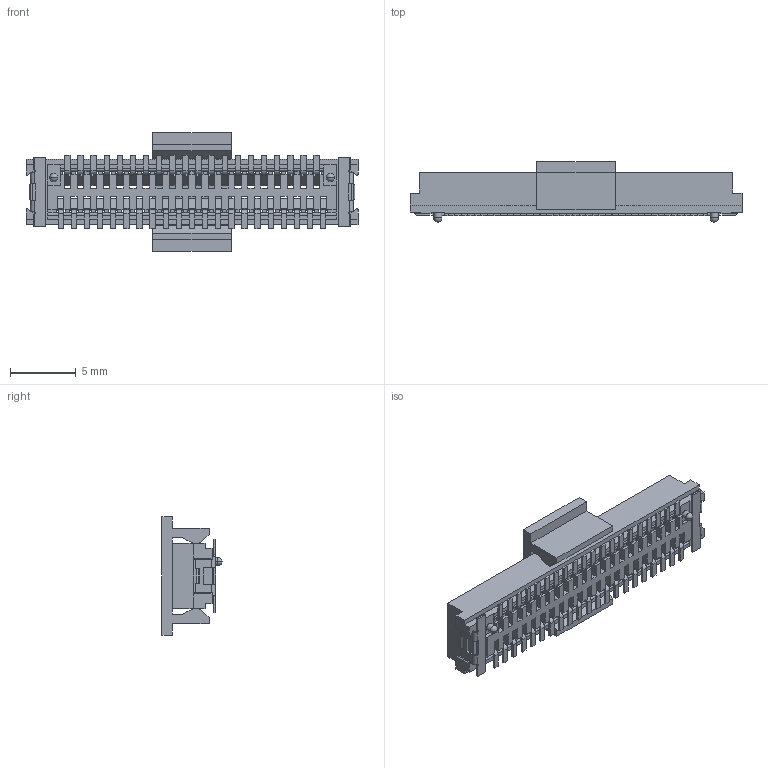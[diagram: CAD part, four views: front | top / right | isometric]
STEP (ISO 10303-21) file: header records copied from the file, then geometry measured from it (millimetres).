
FILE_DESCRIPTION((''),'2;1');
FILE_NAME('91931-WX141LFC','2020-04-16T',('KumarP'),('AFCI'),'CREO PARAMETRIC BY PTC INC, 2016130','CREO PARAMETRIC BY PTC INC, 2016130','');
FILE_SCHEMA(('CONFIG_CONTROL_DESIGN'));
Length unit declared in the file: millimetre
Products named in the file (1): 91931-WX141LFC
Bounding box: 25.3 x 4.58 x 9 mm (x, y, z)
Volume: 315.4 mm3; surface area: 1387.7 mm2
Topology: 1 solids, 1 shells, 1601 faces, 4822 edges, 3164 vertices
Faces by surface type: plane 1259, cylinder 338, sphere 4
Entity records: 53836 total; most frequent: CARTESIAN_POINT 9759, ORIENTED_EDGE 9636, DIRECTION 8724, EDGE_CURVE 4818, VECTOR 4030, LINE 4030, VERTEX_POINT 3164, AXIS2_PLACEMENT_3D 2347
